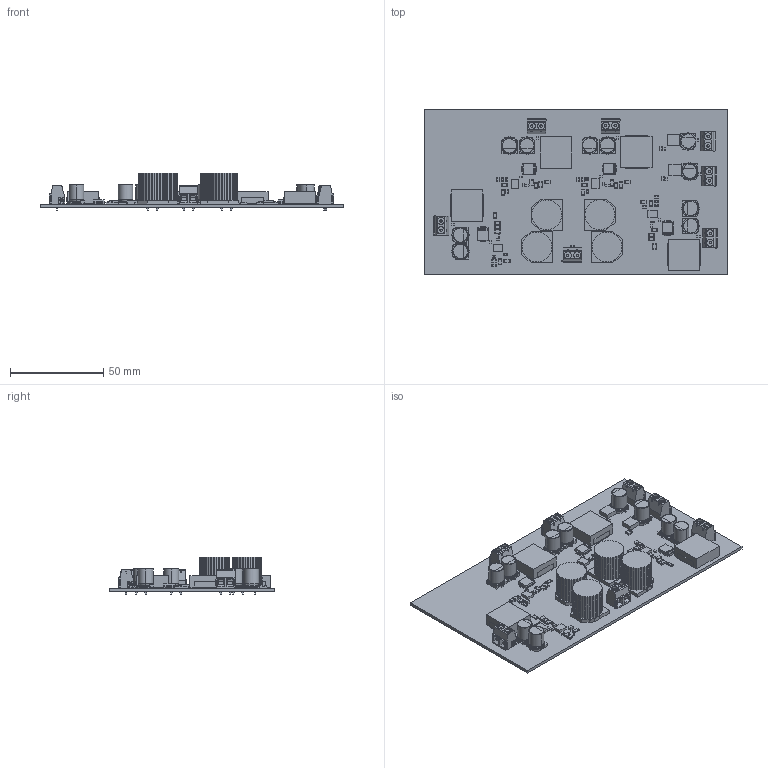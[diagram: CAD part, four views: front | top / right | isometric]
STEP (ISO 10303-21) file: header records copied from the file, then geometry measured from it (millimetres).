
FILE_DESCRIPTION(('Open CASCADE Model'),'2;1');
FILE_NAME('Open CASCADE Shape Model','2018-07-15T22:53:30',('Author'),( 'Open CASCADE'),'Open CASCADE STEP processor 6.5','Open CASCADE 6.5' ,'Unknown');
FILE_SCHEMA(('AUTOMOTIVE_DESIGN { 1 0 10303 214 1 1 1 1 }'));
Length unit declared in the file: millimetre
Products named in the file (184): PCB; Board; C1; 1220413888; Extruded; 1220413760; C2; C3; 1220413504; C4; C5; 1220414144; 1220414528; C6; 1220415680; 1220415552; C7; 92996384; 92996640; C8; User_Library-AL_EL_cap_8mmx10mm; User_Library-AL_EL_cap_8mmx10mm_foot_cap_8x8_1; User_Library-AL_EL_cap_8mmx10mm_can_8x8_1; User_Library-AL_EL_cap_8mmx10mm_alelcap_sm8x8_1; C9; C10; C11; C12; C13; C14; 92997408; C15; C16; C17; C18; C19; C20; C21; C22; C23 ...
Assembly tree (370 placements, depth 4):
  PCB
    Board
    C1
      1220413888
        Extruded
      1220413760
        Extruded
    C2
      1220413888
        Extruded
      1220413760
        Extruded
    C3
      1220413888
        Extruded
      1220413504
        Extruded
    C4
      1220413888
        Extruded
      1220413504
        Extruded
    C5
      1220414144  x2
        Extruded
      1220414528
        Extruded
    C6
      1220415680
        Extruded
      1220415552  x2
        Extruded
    C7
      92996384  x2
        Extruded
      92996640
        Extruded
    C8
      User_Library-AL_EL_cap_8mmx10mm
        User_Library-AL_EL_cap_8mmx10mm_foot_cap_8x8_1  x2
        User_Library-AL_EL_cap_8mmx10mm_can_8x8_1
        User_Library-AL_EL_cap_8mmx10mm_alelcap_sm8x8_1
    C9
      92996384  x2
        Extruded
      92996640
        Extruded
    C10
      1220415680
        Extruded
      1220415552  x2
        Extruded
    C11
      92996384  x2
        Extruded
      92996640
        Extruded
    C12
      User_Library-AL_EL_cap_8mmx10mm
        User_Library-AL_EL_cap_8mmx10mm_foot_cap_8x8_1  x2
Bounding box: 163.07 x 89.15 x 19.99 mm (x, y, z)
Volume: 58071 mm3; surface area: 55015.4 mm2
Topology: 259 solids, 259 shells, 4375 faces, 10457 edges, 6666 vertices
Faces by surface type: plane 3154, cylinder 609, bspline 528, sphere 56, cone 28
Full cylindrical faces by diameter (mm): 1.27 x14
Entity records: 60163 total; most frequent: CARTESIAN_POINT 16972, DIRECTION 6519, LINE 3805, VECTOR 3805, ORIENTED_EDGE 3676, PCURVE 3676, DEFINITIONAL_REPRESENTATION 3676, EDGE_CURVE 1838
